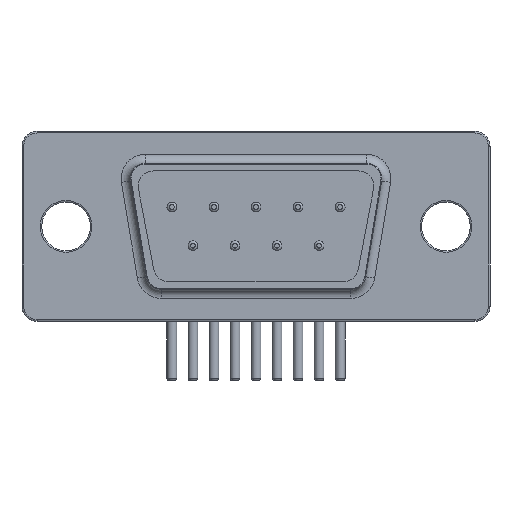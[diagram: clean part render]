
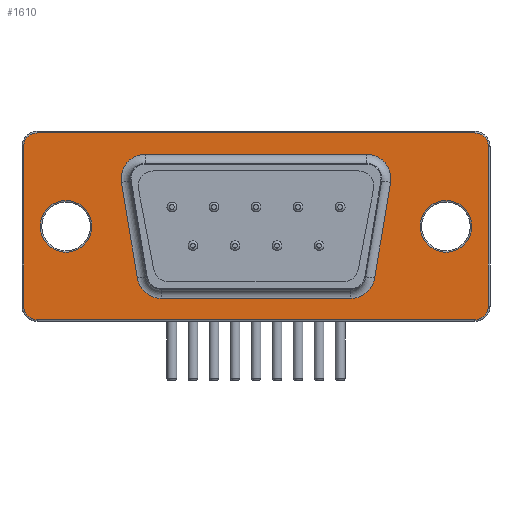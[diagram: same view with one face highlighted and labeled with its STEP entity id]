
A CAD part, front view. The second image highlights one B-rep face of the part: STEP entity #1610.
In plain terms, the highlighted planar face has unit normal (0, -1, 0).
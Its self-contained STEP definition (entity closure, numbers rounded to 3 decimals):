
#1411 = VERTEX_POINT('',#1412);
#1412 = CARTESIAN_POINT('',(-3.317,-12.54,9.137));
#1419 = EDGE_CURVE('',#1411,#1420,#1422,.T.);
#1420 = VERTEX_POINT('',#1421);
#1421 = CARTESIAN_POINT('',(-1.739,-12.54,11.));
#1422 = CIRCLE('',#1423,1.6);
#1423 = AXIS2_PLACEMENT_3D('',#1424,#1425,#1426);
#1424 = CARTESIAN_POINT('',(-1.739,-12.54,9.4));
#1425 = DIRECTION('',(0.,1.,0.));
#1426 = DIRECTION('',(-0.986,0.,
-0.165));
#1447 = VERTEX_POINT('',#1448);
#1448 = CARTESIAN_POINT('',(12.819,-12.54,11.));
#1455 = EDGE_CURVE('',#1420,#1447,#1456,.T.);
#1456 = LINE('',#1457,#1458);
#1457 = CARTESIAN_POINT('',(-1.739,-12.54,11.));
#1458 = VECTOR('',#1459,1.);
#1459 = DIRECTION('',(1.,0.,0.));
#1470 = VERTEX_POINT('',#1471);
#1471 = CARTESIAN_POINT('',(-2.266,-12.54,2.837));
#1480 = EDGE_CURVE('',#1470,#1411,#1481,.T.);
#1481 = LINE('',#1482,#1483);
#1482 = CARTESIAN_POINT('',(-2.266,-12.54,2.837));
#1483 = VECTOR('',#1484,1.);
#1484 = DIRECTION('',(-0.165,0.,0.986)
);
#1495 = EDGE_CURVE('',#1447,#1496,#1498,.T.);
#1496 = VERTEX_POINT('',#1497);
#1497 = CARTESIAN_POINT('',(14.397,-12.54,9.137));
#1498 = CIRCLE('',#1499,1.6);
#1499 = AXIS2_PLACEMENT_3D('',#1500,#1501,#1502);
#1500 = CARTESIAN_POINT('',(12.819,-12.54,9.4));
#1501 = DIRECTION('',(0.,1.,0.));
#1502 = DIRECTION('',(0.,0.,1.));
#1521 = VERTEX_POINT('',#1522);
#1522 = CARTESIAN_POINT('',(-0.688,-12.54,1.5));
#1529 = EDGE_CURVE('',#1521,#1470,#1530,.T.);
#1530 = CIRCLE('',#1531,1.6);
#1531 = AXIS2_PLACEMENT_3D('',#1532,#1533,#1534);
#1532 = CARTESIAN_POINT('',(-0.688,-12.54,3.1));
#1533 = DIRECTION('',(0.,1.,0.));
#1534 = DIRECTION('',(0.,0.,-1.));
#1549 = VERTEX_POINT('',#1550);
#1550 = CARTESIAN_POINT('',(13.346,-12.54,2.837));
#1557 = EDGE_CURVE('',#1496,#1549,#1558,.T.);
#1558 = LINE('',#1559,#1560);
#1559 = CARTESIAN_POINT('',(14.397,-12.54,9.137));
#1560 = VECTOR('',#1561,1.);
#1561 = DIRECTION('',(-0.165,0.,
-0.986));
#1572 = VERTEX_POINT('',#1573);
#1573 = CARTESIAN_POINT('',(11.768,-12.54,1.5));
#1582 = EDGE_CURVE('',#1572,#1521,#1583,.T.);
#1583 = LINE('',#1584,#1585);
#1584 = CARTESIAN_POINT('',(11.768,-12.54,1.5));
#1585 = VECTOR('',#1586,1.);
#1586 = DIRECTION('',(-1.,0.,0.));
#1597 = EDGE_CURVE('',#1549,#1572,#1598,.T.);
#1598 = CIRCLE('',#1599,1.6);
#1599 = AXIS2_PLACEMENT_3D('',#1600,#1601,#1602);
#1600 = CARTESIAN_POINT('',(11.768,-12.54,3.1));
#1601 = DIRECTION('',(0.,1.,0.));
#1602 = DIRECTION('',(0.986,0.,-0.165
));
#1610 = ADVANCED_FACE('',(#1611,#1621,#1691,#1702),#1713,.T.);
#1611 = FACE_BOUND('',#1612,.T.);
#1612 = EDGE_LOOP('',(#1613,#1614,#1615,#1616,#1617,#1618,#1619,#1620));
#1613 = ORIENTED_EDGE('',*,*,#1557,.T.);
#1614 = ORIENTED_EDGE('',*,*,#1597,.T.);
#1615 = ORIENTED_EDGE('',*,*,#1582,.T.);
#1616 = ORIENTED_EDGE('',*,*,#1529,.T.);
#1617 = ORIENTED_EDGE('',*,*,#1480,.T.);
#1618 = ORIENTED_EDGE('',*,*,#1419,.T.);
#1619 = ORIENTED_EDGE('',*,*,#1455,.T.);
#1620 = ORIENTED_EDGE('',*,*,#1495,.T.);
#1621 = FACE_BOUND('',#1622,.T.);
#1622 = EDGE_LOOP('',(#1623,#1633,#1642,#1650,#1659,#1667,#1676,#1684));
#1623 = ORIENTED_EDGE('',*,*,#1624,.T.);
#1624 = EDGE_CURVE('',#1625,#1627,#1629,.T.);
#1625 = VERTEX_POINT('',#1626);
#1626 = CARTESIAN_POINT('',(19.94,-12.54,12.4));
#1627 = VERTEX_POINT('',#1628);
#1628 = CARTESIAN_POINT('',(-8.86,-12.54,12.4));
#1629 = LINE('',#1630,#1631);
#1630 = CARTESIAN_POINT('',(19.94,-12.54,12.4));
#1631 = VECTOR('',#1632,1.);
#1632 = DIRECTION('',(-1.,0.,0.));
#1633 = ORIENTED_EDGE('',*,*,#1634,.T.);
#1634 = EDGE_CURVE('',#1627,#1635,#1637,.T.);
#1635 = VERTEX_POINT('',#1636);
#1636 = CARTESIAN_POINT('',(-9.76,-12.54,11.5));
#1637 = CIRCLE('',#1638,0.9);
#1638 = AXIS2_PLACEMENT_3D('',#1639,#1640,#1641);
#1639 = CARTESIAN_POINT('',(-8.86,-12.54,11.5));
#1640 = DIRECTION('',(0.,-1.,0.));
#1641 = DIRECTION('',(0.,0.,1.));
#1642 = ORIENTED_EDGE('',*,*,#1643,.T.);
#1643 = EDGE_CURVE('',#1635,#1644,#1646,.T.);
#1644 = VERTEX_POINT('',#1645);
#1645 = CARTESIAN_POINT('',(-9.76,-12.54,1.));
#1646 = LINE('',#1647,#1648);
#1647 = CARTESIAN_POINT('',(-9.76,-12.54,11.5));
#1648 = VECTOR('',#1649,1.);
#1649 = DIRECTION('',(0.,0.,-1.));
#1650 = ORIENTED_EDGE('',*,*,#1651,.T.);
#1651 = EDGE_CURVE('',#1644,#1652,#1654,.T.);
#1652 = VERTEX_POINT('',#1653);
#1653 = CARTESIAN_POINT('',(-8.86,-12.54,0.1));
#1654 = CIRCLE('',#1655,0.9);
#1655 = AXIS2_PLACEMENT_3D('',#1656,#1657,#1658);
#1656 = CARTESIAN_POINT('',(-8.86,-12.54,1.));
#1657 = DIRECTION('',(0.,-1.,0.));
#1658 = DIRECTION('',(-1.,0.,0.));
#1659 = ORIENTED_EDGE('',*,*,#1660,.T.);
#1660 = EDGE_CURVE('',#1652,#1661,#1663,.T.);
#1661 = VERTEX_POINT('',#1662);
#1662 = CARTESIAN_POINT('',(19.94,-12.54,0.1));
#1663 = LINE('',#1664,#1665);
#1664 = CARTESIAN_POINT('',(-8.86,-12.54,0.1));
#1665 = VECTOR('',#1666,1.);
#1666 = DIRECTION('',(1.,0.,0.));
#1667 = ORIENTED_EDGE('',*,*,#1668,.T.);
#1668 = EDGE_CURVE('',#1661,#1669,#1671,.T.);
#1669 = VERTEX_POINT('',#1670);
#1670 = CARTESIAN_POINT('',(20.84,-12.54,1.));
#1671 = CIRCLE('',#1672,0.9);
#1672 = AXIS2_PLACEMENT_3D('',#1673,#1674,#1675);
#1673 = CARTESIAN_POINT('',(19.94,-12.54,1.));
#1674 = DIRECTION('',(0.,-1.,0.));
#1675 = DIRECTION('',(0.,0.,-1.));
#1676 = ORIENTED_EDGE('',*,*,#1677,.T.);
#1677 = EDGE_CURVE('',#1669,#1678,#1680,.T.);
#1678 = VERTEX_POINT('',#1679);
#1679 = CARTESIAN_POINT('',(20.84,-12.54,11.5));
#1680 = LINE('',#1681,#1682);
#1681 = CARTESIAN_POINT('',(20.84,-12.54,1.));
#1682 = VECTOR('',#1683,1.);
#1683 = DIRECTION('',(0.,0.,1.));
#1684 = ORIENTED_EDGE('',*,*,#1685,.T.);
#1685 = EDGE_CURVE('',#1678,#1625,#1686,.T.);
#1686 = CIRCLE('',#1687,0.9);
#1687 = AXIS2_PLACEMENT_3D('',#1688,#1689,#1690);
#1688 = CARTESIAN_POINT('',(19.94,-12.54,11.5));
#1689 = DIRECTION('',(0.,-1.,0.));
#1690 = DIRECTION('',(1.,0.,0.));
#1691 = FACE_BOUND('',#1692,.T.);
#1692 = EDGE_LOOP('',(#1693));
#1693 = ORIENTED_EDGE('',*,*,#1694,.F.);
#1694 = EDGE_CURVE('',#1695,#1695,#1697,.T.);
#1695 = VERTEX_POINT('',#1696);
#1696 = CARTESIAN_POINT('',(-5.26,-12.54,6.25));
#1697 = CIRCLE('',#1698,1.7);
#1698 = AXIS2_PLACEMENT_3D('',#1699,#1700,#1701);
#1699 = CARTESIAN_POINT('',(-6.96,-12.54,6.25));
#1700 = DIRECTION('',(0.,-1.,0.));
#1701 = DIRECTION('',(1.,0.,0.));
#1702 = FACE_BOUND('',#1703,.T.);
#1703 = EDGE_LOOP('',(#1704));
#1704 = ORIENTED_EDGE('',*,*,#1705,.F.);
#1705 = EDGE_CURVE('',#1706,#1706,#1708,.T.);
#1706 = VERTEX_POINT('',#1707);
#1707 = CARTESIAN_POINT('',(19.74,-12.54,6.25));
#1708 = CIRCLE('',#1709,1.7);
#1709 = AXIS2_PLACEMENT_3D('',#1710,#1711,#1712);
#1710 = CARTESIAN_POINT('',(18.04,-12.54,6.25));
#1711 = DIRECTION('',(0.,-1.,0.));
#1712 = DIRECTION('',(1.,0.,0.));
#1713 = PLANE('',#1714);
#1714 = AXIS2_PLACEMENT_3D('',#1715,#1716,#1717);
#1715 = CARTESIAN_POINT('',(5.54,-12.54,6.25));
#1716 = DIRECTION('',(0.,-1.,0.));
#1717 = DIRECTION('',(1.,0.,0.));
